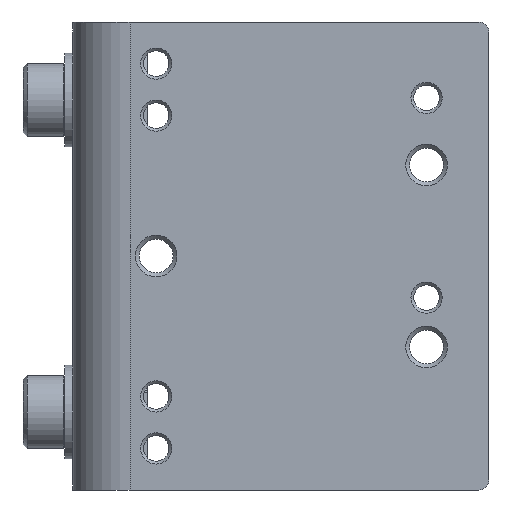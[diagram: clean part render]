
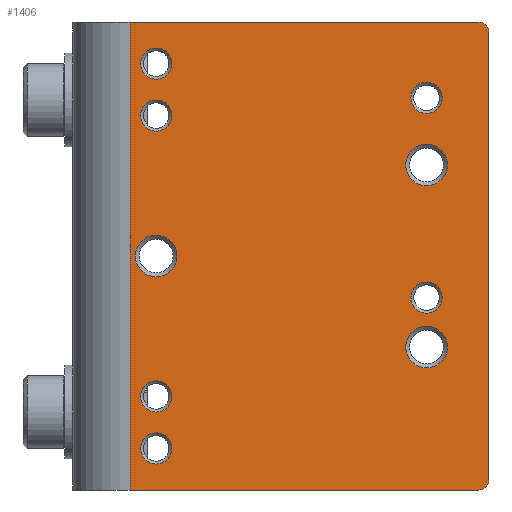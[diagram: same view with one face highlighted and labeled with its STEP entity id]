
A CAD part, left-side view. The second image highlights one B-rep face of the part: STEP entity #1406.
In plain terms, the highlighted planar face has unit normal (-1, 0, 0).
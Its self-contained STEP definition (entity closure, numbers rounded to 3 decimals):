
#135=CIRCLE('',#1568,1.5);
#136=CIRCLE('',#1569,1.5);
#137=CIRCLE('',#1570,2.);
#138=CIRCLE('',#1571,2.);
#139=CIRCLE('',#1572,2.);
#140=CIRCLE('',#1573,1.5);
#141=CIRCLE('',#1574,1.5);
#142=CIRCLE('',#1575,1.5);
#143=CIRCLE('',#1576,1.5);
#144=CIRCLE('',#1577,1.);
#145=CIRCLE('',#1578,1.);
#266=ORIENTED_EDGE('',*,*,#611,.T.);
#267=ORIENTED_EDGE('',*,*,#612,.T.);
#268=ORIENTED_EDGE('',*,*,#613,.T.);
#269=ORIENTED_EDGE('',*,*,#614,.T.);
#270=ORIENTED_EDGE('',*,*,#615,.T.);
#271=ORIENTED_EDGE('',*,*,#616,.T.);
#272=ORIENTED_EDGE('',*,*,#617,.T.);
#273=ORIENTED_EDGE('',*,*,#618,.T.);
#274=ORIENTED_EDGE('',*,*,#619,.T.);
#275=ORIENTED_EDGE('',*,*,#581,.F.);
#276=ORIENTED_EDGE('',*,*,#620,.F.);
#277=ORIENTED_EDGE('',*,*,#564,.F.);
#278=ORIENTED_EDGE('',*,*,#610,.T.);
#279=ORIENTED_EDGE('',*,*,#573,.T.);
#280=ORIENTED_EDGE('',*,*,#621,.F.);
#564=EDGE_CURVE('',#741,#742,#871,.T.);
#573=EDGE_CURVE('',#751,#750,#878,.T.);
#581=EDGE_CURVE('',#758,#759,#884,.T.);
#610=EDGE_CURVE('',#741,#751,#901,.T.);
#611=EDGE_CURVE('',#781,#781,#135,.T.);
#612=EDGE_CURVE('',#782,#782,#136,.T.);
#613=EDGE_CURVE('',#783,#783,#137,.T.);
#614=EDGE_CURVE('',#784,#784,#138,.T.);
#615=EDGE_CURVE('',#785,#785,#139,.T.);
#616=EDGE_CURVE('',#786,#786,#140,.T.);
#617=EDGE_CURVE('',#787,#787,#141,.T.);
#618=EDGE_CURVE('',#788,#788,#142,.T.);
#619=EDGE_CURVE('',#789,#789,#143,.T.);
#620=EDGE_CURVE('',#742,#758,#144,.T.);
#621=EDGE_CURVE('',#759,#750,#145,.T.);
#741=VERTEX_POINT('',#2214);
#742=VERTEX_POINT('',#2215);
#750=VERTEX_POINT('',#2232);
#751=VERTEX_POINT('',#2234);
#758=VERTEX_POINT('',#2249);
#759=VERTEX_POINT('',#2251);
#781=VERTEX_POINT('',#2308);
#782=VERTEX_POINT('',#2310);
#783=VERTEX_POINT('',#2312);
#784=VERTEX_POINT('',#2314);
#785=VERTEX_POINT('',#2316);
#786=VERTEX_POINT('',#2318);
#787=VERTEX_POINT('',#2320);
#788=VERTEX_POINT('',#2322);
#789=VERTEX_POINT('',#2324);
#871=LINE('',#2213,#951);
#878=LINE('',#2233,#958);
#884=LINE('',#2250,#964);
#901=LINE('',#2305,#981);
#951=VECTOR('',#1743,1000.);
#958=VECTOR('',#1756,1000.);
#964=VECTOR('',#1768,1000.);
#981=VECTOR('',#1817,1000.);
#1042=EDGE_LOOP('',(#266));
#1043=EDGE_LOOP('',(#267));
#1044=EDGE_LOOP('',(#268));
#1045=EDGE_LOOP('',(#269));
#1046=EDGE_LOOP('',(#270));
#1047=EDGE_LOOP('',(#271));
#1048=EDGE_LOOP('',(#272));
#1049=EDGE_LOOP('',(#273));
#1050=EDGE_LOOP('',(#274));
#1051=EDGE_LOOP('',(#275,#276,#277,#278,#279,#280));
#1206=FACE_BOUND('',#1042,.T.);
#1207=FACE_BOUND('',#1043,.T.);
#1208=FACE_BOUND('',#1044,.T.);
#1209=FACE_BOUND('',#1045,.T.);
#1210=FACE_BOUND('',#1046,.T.);
#1211=FACE_BOUND('',#1047,.T.);
#1212=FACE_BOUND('',#1048,.T.);
#1213=FACE_BOUND('',#1049,.T.);
#1214=FACE_BOUND('',#1050,.T.);
#1215=FACE_BOUND('',#1051,.T.);
#1366=PLANE('',#1567);
#1406=ADVANCED_FACE('',(#1206,#1207,#1208,#1209,#1210,#1211,#1212,#1213,
#1214,#1215),#1366,.F.);
#1567=AXIS2_PLACEMENT_3D('',#2306,#1818,#1819);
#1568=AXIS2_PLACEMENT_3D('',#2307,#1820,#1821);
#1569=AXIS2_PLACEMENT_3D('',#2309,#1822,#1823);
#1570=AXIS2_PLACEMENT_3D('',#2311,#1824,#1825);
#1571=AXIS2_PLACEMENT_3D('',#2313,#1826,#1827);
#1572=AXIS2_PLACEMENT_3D('',#2315,#1828,#1829);
#1573=AXIS2_PLACEMENT_3D('',#2317,#1830,#1831);
#1574=AXIS2_PLACEMENT_3D('',#2319,#1832,#1833);
#1575=AXIS2_PLACEMENT_3D('',#2321,#1834,#1835);
#1576=AXIS2_PLACEMENT_3D('',#2323,#1836,#1837);
#1577=AXIS2_PLACEMENT_3D('',#2325,#1838,#1839);
#1578=AXIS2_PLACEMENT_3D('',#2326,#1840,#1841);
#1743=DIRECTION('',(0.,-1.,0.));
#1756=DIRECTION('',(0.,-1.,0.));
#1768=DIRECTION('',(0.,0.,-1.));
#1817=DIRECTION('',(0.,0.,-1.));
#1818=DIRECTION('',(1.,0.,0.));
#1819=DIRECTION('',(0.,0.,-1.));
#1820=DIRECTION('',(1.,0.,0.));
#1821=DIRECTION('',(0.,0.,-1.));
#1822=DIRECTION('',(1.,0.,0.));
#1823=DIRECTION('',(0.,0.,-1.));
#1824=DIRECTION('',(1.,0.,0.));
#1825=DIRECTION('',(0.,0.,-1.));
#1826=DIRECTION('',(1.,0.,0.));
#1827=DIRECTION('',(0.,0.,-1.));
#1828=DIRECTION('',(1.,0.,0.));
#1829=DIRECTION('',(0.,0.,-1.));
#1830=DIRECTION('',(1.,0.,0.));
#1831=DIRECTION('',(0.,0.,-1.));
#1832=DIRECTION('',(1.,0.,0.));
#1833=DIRECTION('',(0.,0.,-1.));
#1834=DIRECTION('',(1.,0.,0.));
#1835=DIRECTION('',(0.,0.,-1.));
#1836=DIRECTION('',(1.,0.,0.));
#1837=DIRECTION('',(0.,0.,-1.));
#1838=DIRECTION('',(1.,0.,0.));
#1839=DIRECTION('',(0.,0.,-1.));
#1840=DIRECTION('',(1.,0.,0.));
#1841=DIRECTION('',(0.,0.,-1.));
#2213=CARTESIAN_POINT('',(0.,-5.5,22.5));
#2214=CARTESIAN_POINT('',(0.,-5.5,22.5));
#2215=CARTESIAN_POINT('',(0.,-39.,22.5));
#2232=CARTESIAN_POINT('',(0.,-39.,-22.5));
#2233=CARTESIAN_POINT('',(0.,-5.5,-22.5));
#2234=CARTESIAN_POINT('',(0.,-5.5,-22.5));
#2249=CARTESIAN_POINT('',(0.,-40.,21.5));
#2250=CARTESIAN_POINT('',(0.,-40.,22.5));
#2251=CARTESIAN_POINT('',(0.,-40.,-21.5));
#2305=CARTESIAN_POINT('',(0.,-5.5,22.5));
#2306=CARTESIAN_POINT('',(0.,-5.5,22.5));
#2307=CARTESIAN_POINT('',(0.,-34.,15.2));
#2308=CARTESIAN_POINT('',(0.,-34.,13.7));
#2309=CARTESIAN_POINT('',(0.,-34.,-4.));
#2310=CARTESIAN_POINT('',(0.,-34.,-5.5));
#2311=CARTESIAN_POINT('',(0.,-34.,8.75));
#2312=CARTESIAN_POINT('',(0.,-34.,6.75));
#2313=CARTESIAN_POINT('',(0.,-34.,-8.75));
#2314=CARTESIAN_POINT('',(0.,-34.,-10.75));
#2315=CARTESIAN_POINT('',(0.,-8.,0.));
#2316=CARTESIAN_POINT('',(0.,-8.,-2.));
#2317=CARTESIAN_POINT('',(0.,-8.,13.5));
#2318=CARTESIAN_POINT('',(0.,-8.,12.));
#2319=CARTESIAN_POINT('',(0.,-8.,18.5));
#2320=CARTESIAN_POINT('',(0.,-8.,17.));
#2321=CARTESIAN_POINT('',(0.,-8.,-13.5));
#2322=CARTESIAN_POINT('',(0.,-8.,-15.));
#2323=CARTESIAN_POINT('',(0.,-8.,-18.5));
#2324=CARTESIAN_POINT('',(0.,-8.,-20.));
#2325=CARTESIAN_POINT('',(0.,-39.,21.5));
#2326=CARTESIAN_POINT('',(0.,-39.,-21.5));
